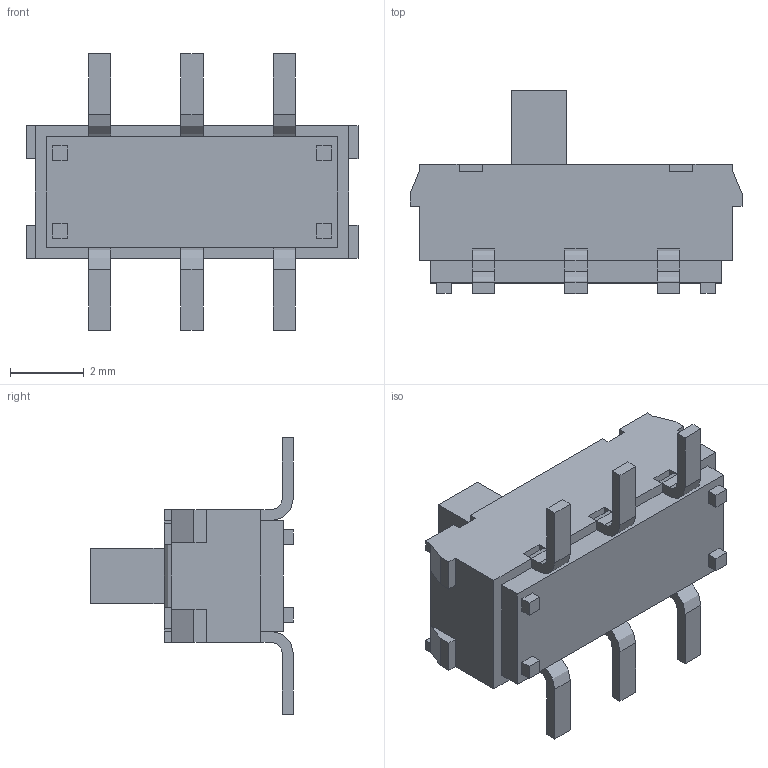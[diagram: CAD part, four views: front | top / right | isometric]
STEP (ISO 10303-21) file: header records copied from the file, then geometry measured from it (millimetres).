
FILE_DESCRIPTION(/* description */ ('STEP AP214'),/* implementation_level */ '2;1');
FILE_NAME(/* name */ 'CK_JS202011SCQN.step',/* time_stamp */ '2025-07-22T17:49:50-07:00',/* author */ (''),/* organization */ (''),/* preprocessor_version */ 'ST-DEVELOPER v20.1',/* originating_system */ 'Autodesk Translation Framework v14.10.0.0',/* authorisation */ '');
FILE_SCHEMA (('AUTOMOTIVE_DESIGN { 1 0 10303 214 3 1 1 }'));
Length unit declared in the file: metre
Products named in the file (1): 1
Bounding box: 9 x 5.5 x 7.5 mm (x, y, z)
Volume: 97.8 mm3; surface area: 209.7 mm2
Topology: 1 solids, 1 shells, 231 faces, 619 edges, 410 vertices
Faces by surface type: plane 191, bspline 20, cylinder 20
Entity records: 7588 total; most frequent: CARTESIAN_POINT 1741, ORIENTED_EDGE 1238, DIRECTION 1045, EDGE_CURVE 619, LINE 537, VECTOR 537, VERTEX_POINT 410, AXIS2_PLACEMENT_3D 254
